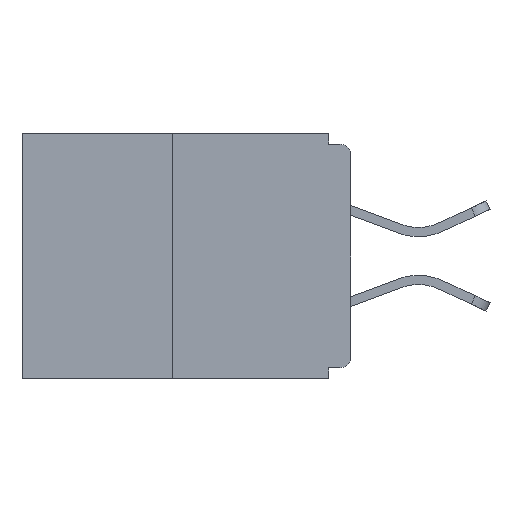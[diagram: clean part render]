
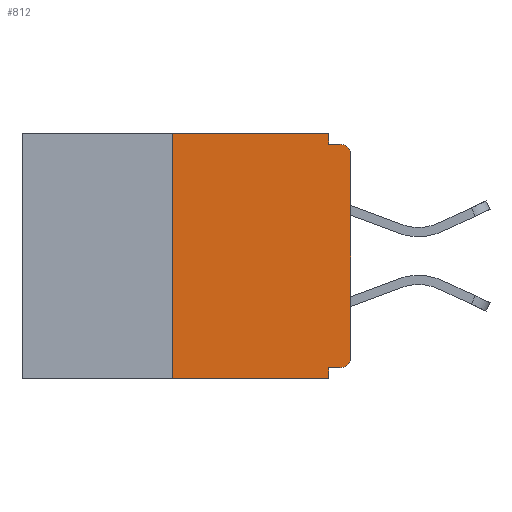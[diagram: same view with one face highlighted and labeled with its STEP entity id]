
A CAD part, left-side view. The second image highlights one B-rep face of the part: STEP entity #812.
In plain terms, the highlighted planar face has unit normal (-1, 0, 0).
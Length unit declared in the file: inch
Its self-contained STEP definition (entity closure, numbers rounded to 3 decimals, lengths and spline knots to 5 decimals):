
#50 = DIRECTION ( 'NONE',  ( 0., -1., 0. ) ) ;
#52 = VECTOR ( 'NONE', #16258, 39.37008 ) ;
#324 = VERTEX_POINT ( 'NONE', #2445 ) ;
#379 = CARTESIAN_POINT ( 'NONE',  ( 0., 0.031, -0.015 ) ) ;
#428 = ORIENTED_EDGE ( 'NONE', *, *, #7098, .T. ) ;
#545 = VERTEX_POINT ( 'NONE', #20438 ) ;
#556 = ORIENTED_EDGE ( 'NONE', *, *, #21838, .T. ) ;
#711 = CARTESIAN_POINT ( 'NONE',  ( 0., 0.031, 0. ) ) ;
#812 = ADVANCED_FACE ( 'NONE', ( #14551 ), #7220, .F. ) ;
#1087 = DIRECTION ( 'NONE',  ( 0., 0., -1. ) ) ;
#1153 = LINE ( 'NONE', #6028, #52 ) ;
#1246 = CARTESIAN_POINT ( 'NONE',  ( 0., 0., -0.03 ) ) ;
#1300 = CARTESIAN_POINT ( 'NONE',  ( 0., 0.031, -0.343 ) ) ;
#1994 = DIRECTION ( 'NONE',  ( 0., 0., -1. ) ) ;
#2445 = CARTESIAN_POINT ( 'NONE',  ( 0., 0.015, -0.015 ) ) ;
#2568 = DIRECTION ( 'NONE',  ( 0., -1., 0. ) ) ;
#2741 = CIRCLE ( 'NONE', #16574, 0.015 ) ;
#2788 = DIRECTION ( 'NONE',  ( 0., 0., -1. ) ) ;
#2852 = LINE ( 'NONE', #711, #11860 ) ;
#3172 = DIRECTION ( 'NONE',  ( 0., 0., -1. ) ) ;
#4000 = ORIENTED_EDGE ( 'NONE', *, *, #16399, .T. ) ;
#4259 = DIRECTION ( 'NONE',  ( 0., 1., 0. ) ) ;
#4279 = VECTOR ( 'NONE', #4898, 39.37008 ) ;
#4327 = VERTEX_POINT ( 'NONE', #21552 ) ;
#4502 = EDGE_CURVE ( 'NONE', #6168, #13719, #6090, .T. ) ;
#4898 = DIRECTION ( 'NONE',  ( 0., -1., 0. ) ) ;
#5432 = EDGE_CURVE ( 'NONE', #545, #6168, #12081, .T. ) ;
#5511 = CARTESIAN_POINT ( 'NONE',  ( 0., 0.015, -0.313 ) ) ;
#6028 = CARTESIAN_POINT ( 'NONE',  ( 0., 0., 0. ) ) ;
#6090 = LINE ( 'NONE', #18531, #21818 ) ;
#6168 = VERTEX_POINT ( 'NONE', #6281 ) ;
#6281 = CARTESIAN_POINT ( 'NONE',  ( 0., 0.031, -0.328 ) ) ;
#6314 = VERTEX_POINT ( 'NONE', #1246 ) ;
#7098 = EDGE_CURVE ( 'NONE', #4327, #13719, #19961, .T. ) ;
#7220 = PLANE ( 'NONE',  #9857 ) ;
#7401 = VECTOR ( 'NONE', #4259, 39.37008 ) ;
#8090 = LINE ( 'NONE', #19684, #22448 ) ;
#8115 = VERTEX_POINT ( 'NONE', #19827 ) ;
#8274 = CIRCLE ( 'NONE', #15321, 0.015 ) ;
#8454 = ORIENTED_EDGE ( 'NONE', *, *, #5432, .F. ) ;
#9185 = VERTEX_POINT ( 'NONE', #17547 ) ;
#9301 = VERTEX_POINT ( 'NONE', #379 ) ;
#9419 = EDGE_CURVE ( 'NONE', #9301, #324, #19030, .T. ) ;
#9698 = CARTESIAN_POINT ( 'NONE',  ( 0., 0.25, 0. ) ) ;
#9857 = AXIS2_PLACEMENT_3D ( 'NONE', #12479, #11209, #1087 ) ;
#11209 = DIRECTION ( 'NONE',  ( 1., 0., 0. ) ) ;
#11708 = CARTESIAN_POINT ( 'NONE',  ( 0., 0.46, -0.343 ) ) ;
#11860 = VECTOR ( 'NONE', #16486, 39.37008 ) ;
#12081 = LINE ( 'NONE', #12791, #7401 ) ;
#12479 = CARTESIAN_POINT ( 'NONE',  ( 0., 0.46, 0. ) ) ;
#12791 = CARTESIAN_POINT ( 'NONE',  ( 0., 0., -0.328 ) ) ;
#12975 = EDGE_CURVE ( 'NONE', #21135, #9185, #8090, .T. ) ;
#13280 = ORIENTED_EDGE ( 'NONE', *, *, #9419, .F. ) ;
#13719 = VERTEX_POINT ( 'NONE', #1300 ) ;
#13755 = DIRECTION ( 'NONE',  ( -1., 0., 0. ) ) ;
#14402 = EDGE_CURVE ( 'NONE', #8115, #6314, #1153, .T. ) ;
#14430 = EDGE_CURVE ( 'NONE', #9185, #9301, #2852, .T. ) ;
#14551 = FACE_OUTER_BOUND ( 'NONE', #22461, .T. ) ;
#14739 = DIRECTION ( 'NONE',  ( 0., 0., 1. ) ) ;
#15321 = AXIS2_PLACEMENT_3D ( 'NONE', #5511, #15895, #1994 ) ;
#15835 = EDGE_CURVE ( 'NONE', #4327, #21135, #22033, .T. ) ;
#15895 = DIRECTION ( 'NONE',  ( -1., 0., 0. ) ) ;
#16258 = DIRECTION ( 'NONE',  ( 0., 0., 1. ) ) ;
#16260 = VECTOR ( 'NONE', #2568, 39.37008 ) ;
#16399 = EDGE_CURVE ( 'NONE', #6314, #324, #2741, .T. ) ;
#16486 = DIRECTION ( 'NONE',  ( 0., 0., -1. ) ) ;
#16574 = AXIS2_PLACEMENT_3D ( 'NONE', #22719, #13755, #3172 ) ;
#16818 = ORIENTED_EDGE ( 'NONE', *, *, #4502, .F. ) ;
#17301 = VECTOR ( 'NONE', #14739, 39.37008 ) ;
#17371 = ORIENTED_EDGE ( 'NONE', *, *, #15835, .F. ) ;
#17547 = CARTESIAN_POINT ( 'NONE',  ( 0., 0.031, 0. ) ) ;
#18101 = ORIENTED_EDGE ( 'NONE', *, *, #14402, .T. ) ;
#18531 = CARTESIAN_POINT ( 'NONE',  ( 0., 0.031, -0.343 ) ) ;
#18881 = CARTESIAN_POINT ( 'NONE',  ( 0., 0.25, 0. ) ) ;
#19030 = LINE ( 'NONE', #22101, #16260 ) ;
#19684 = CARTESIAN_POINT ( 'NONE',  ( 0., 0.46, 0. ) ) ;
#19827 = CARTESIAN_POINT ( 'NONE',  ( 0., 0., -0.313 ) ) ;
#19961 = LINE ( 'NONE', #11708, #4279 ) ;
#20365 = ORIENTED_EDGE ( 'NONE', *, *, #12975, .F. ) ;
#20385 = ORIENTED_EDGE ( 'NONE', *, *, #14430, .F. ) ;
#20438 = CARTESIAN_POINT ( 'NONE',  ( 0., 0.015, -0.328 ) ) ;
#21135 = VERTEX_POINT ( 'NONE', #18881 ) ;
#21552 = CARTESIAN_POINT ( 'NONE',  ( 0., 0.25, -0.343 ) ) ;
#21818 = VECTOR ( 'NONE', #2788, 39.37008 ) ;
#21838 = EDGE_CURVE ( 'NONE', #545, #8115, #8274, .T. ) ;
#22033 = LINE ( 'NONE', #9698, #17301 ) ;
#22101 = CARTESIAN_POINT ( 'NONE',  ( 0., 0., -0.015 ) ) ;
#22448 = VECTOR ( 'NONE', #50, 39.37008 ) ;
#22461 = EDGE_LOOP ( 'NONE', ( #20365, #17371, #428, #16818, #8454, #556, #18101, #4000, #13280, #20385 ) ) ;
#22719 = CARTESIAN_POINT ( 'NONE',  ( 0., 0.015, -0.03 ) ) ;
